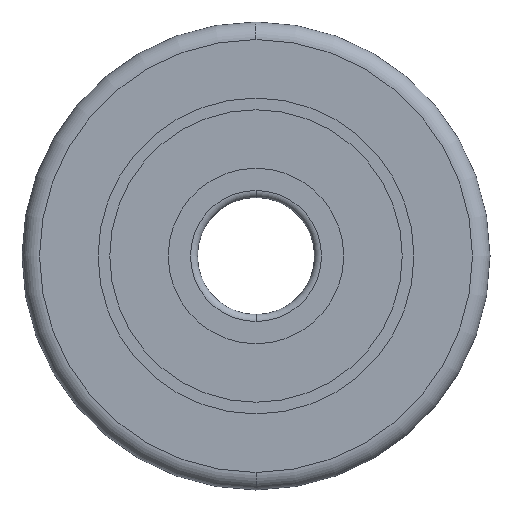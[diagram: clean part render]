
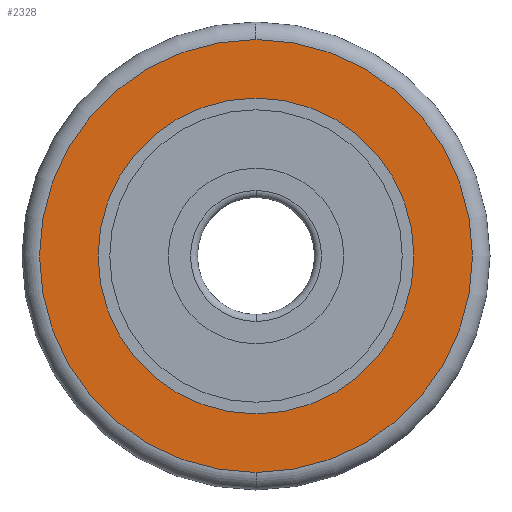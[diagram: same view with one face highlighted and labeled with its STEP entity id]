
A CAD part, left-side view. The second image highlights one B-rep face of the part: STEP entity #2328.
In plain terms, the highlighted planar face has unit normal (-1, 0, 0).
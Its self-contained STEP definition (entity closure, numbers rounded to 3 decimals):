
#57 = FACE_BOUND ( 'NONE', #1601, .T. ) ;
#75 = ORIENTED_EDGE ( 'NONE', *, *, #925, .F. ) ;
#308 = CIRCLE ( 'NONE', #2043, 13.5 ) ;
#317 = CARTESIAN_POINT ( 'NONE',  ( -7., 0., 0. ) ) ;
#325 = EDGE_CURVE ( 'NONE', #1555, #1994, #2625, .T. ) ;
#486 = EDGE_CURVE ( 'NONE', #1118, #2134, #308, .T. ) ;
#545 = DIRECTION ( 'NONE',  ( -1., 0., 0. ) ) ;
#609 = PLANE ( 'NONE',  #1950 ) ;
#638 = DIRECTION ( 'NONE',  ( -1., 0., 0. ) ) ;
#654 = EDGE_CURVE ( 'NONE', #1994, #1555, #1371, .T. ) ;
#749 = DIRECTION ( 'NONE',  ( 0., 0., 1. ) ) ;
#750 = DIRECTION ( 'NONE',  ( 0., 0., -1. ) ) ;
#805 = ORIENTED_EDGE ( 'NONE', *, *, #486, .F. ) ;
#925 = EDGE_CURVE ( 'NONE', #2134, #1118, #1751, .T. ) ;
#1118 = VERTEX_POINT ( 'NONE', #1907 ) ;
#1134 = CARTESIAN_POINT ( 'NONE',  ( -7., 0., 18.5 ) ) ;
#1187 = EDGE_LOOP ( 'NONE', ( #2790, #2504 ) ) ;
#1188 = CARTESIAN_POINT ( 'NONE',  ( -7., 0., 0. ) ) ;
#1198 = CARTESIAN_POINT ( 'NONE',  ( -7., 0., 13.5 ) ) ;
#1230 = DIRECTION ( 'NONE',  ( -1., 0., 0. ) ) ;
#1293 = DIRECTION ( 'NONE',  ( 0., 0., -1. ) ) ;
#1371 = CIRCLE ( 'NONE', #1692, 18.5 ) ;
#1454 = DIRECTION ( 'NONE',  ( 0., 0., -1. ) ) ;
#1555 = VERTEX_POINT ( 'NONE', #2853 ) ;
#1581 = FACE_OUTER_BOUND ( 'NONE', #1187, .T. ) ;
#1601 = EDGE_LOOP ( 'NONE', ( #75, #805 ) ) ;
#1692 = AXIS2_PLACEMENT_3D ( 'NONE', #1853, #2249, #750 ) ;
#1751 = CIRCLE ( 'NONE', #2327, 13.5 ) ;
#1853 = CARTESIAN_POINT ( 'NONE',  ( -7., 0., 0. ) ) ;
#1907 = CARTESIAN_POINT ( 'NONE',  ( -7., 0., -13.5 ) ) ;
#1950 = AXIS2_PLACEMENT_3D ( 'NONE', #2589, #2378, #1293 ) ;
#1994 = VERTEX_POINT ( 'NONE', #1134 ) ;
#2043 = AXIS2_PLACEMENT_3D ( 'NONE', #2841, #638, #2822 ) ;
#2134 = VERTEX_POINT ( 'NONE', #1198 ) ;
#2249 = DIRECTION ( 'NONE',  ( -1., 0., 0. ) ) ;
#2327 = AXIS2_PLACEMENT_3D ( 'NONE', #1188, #545, #749 ) ;
#2328 = ADVANCED_FACE ( 'NONE', ( #1581, #57 ), #609, .F. ) ;
#2378 = DIRECTION ( 'NONE',  ( 1., 0., 0. ) ) ;
#2504 = ORIENTED_EDGE ( 'NONE', *, *, #654, .T. ) ;
#2537 = AXIS2_PLACEMENT_3D ( 'NONE', #317, #1230, #1454 ) ;
#2589 = CARTESIAN_POINT ( 'NONE',  ( -7., 13.5, 0. ) ) ;
#2625 = CIRCLE ( 'NONE', #2537, 18.5 ) ;
#2790 = ORIENTED_EDGE ( 'NONE', *, *, #325, .T. ) ;
#2822 = DIRECTION ( 'NONE',  ( 0., 0., 1. ) ) ;
#2841 = CARTESIAN_POINT ( 'NONE',  ( -7., 0., 0. ) ) ;
#2853 = CARTESIAN_POINT ( 'NONE',  ( -7., 0., -18.5 ) ) ;
